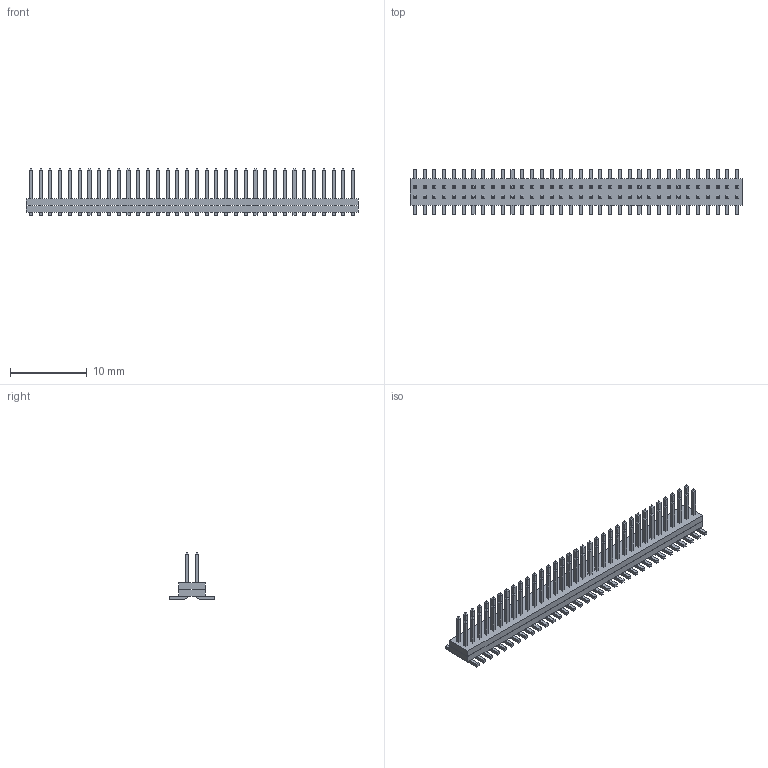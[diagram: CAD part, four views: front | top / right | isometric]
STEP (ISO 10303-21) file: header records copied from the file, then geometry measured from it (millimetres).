
FILE_DESCRIPTION(('FreeCAD Model'),'2;1');
FILE_NAME('Open CASCADE Shape Model','2025-02-02T09:25:11',(''),(''), 'Open CASCADE STEP processor 7.8','FreeCAD','Unknown');
FILE_SCHEMA(('AUTOMOTIVE_DESIGN { 1 0 10303 214 1 1 1 1 }'));
Length unit declared in the file: millimetre
Products named in the file (5): FW-34-03-G-D-085-155; FW-34-03-G-D-085-155_bottom_body; FW-34-03-G-D-085-155_pins1; FW-34-03-G-D-085-155_pins2; FW-34-03-G-D-085-155_top_body
Assembly tree (4 placements, depth 2):
  FW-34-03-G-D-085-155
    FW-34-03-G-D-085-155_bottom_body
    FW-34-03-G-D-085-155_pins1
    FW-34-03-G-D-085-155_pins2
    FW-34-03-G-D-085-155_top_body
Bounding box: 43.18 x 5.84 x 6.1 mm (x, y, z)
Volume: 386 mm3; surface area: 1943.6 mm2
Topology: 4 solids, 4 shells, 970 faces, 2614 edges, 1652 vertices
Faces by surface type: plane 966, cylinder 4
Entity records: 29772 total; most frequent: CARTESIAN_POINT 5241, ORIENTED_EDGE 5228, DIRECTION 4836, EDGE_CURVE 2614, LINE 2342, VECTOR 2342, VERTEX_POINT 1652, AXIS2_PLACEMENT_3D 1247
